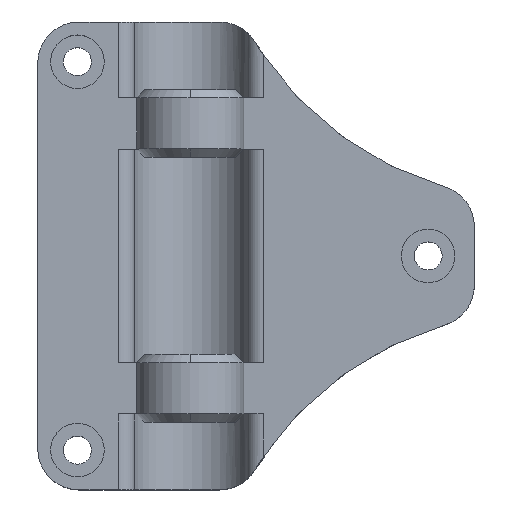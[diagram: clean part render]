
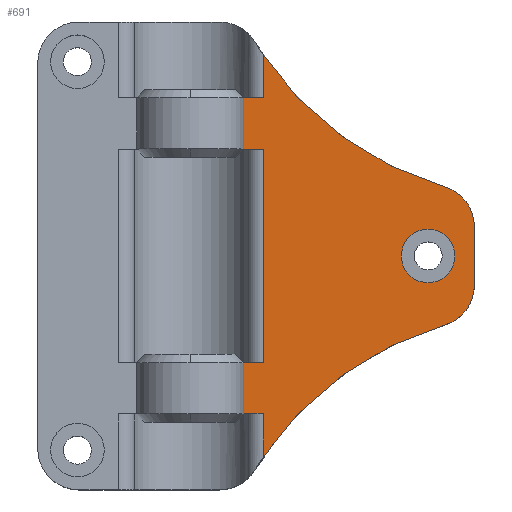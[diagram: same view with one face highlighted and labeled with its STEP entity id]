
A CAD part, top view. The second image highlights one B-rep face of the part: STEP entity #691.
In plain terms, the highlighted planar face has unit normal (0, 0, 1).
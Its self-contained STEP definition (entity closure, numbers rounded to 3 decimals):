
#58 = VERTEX_POINT ( 'NONE', #2608 ) ;
#77 = CARTESIAN_POINT ( 'NONE',  ( 27.367, 15.44, 0. ) ) ;
#81 = EDGE_CURVE ( 'NONE', #2009, #1814, #1419, .T. ) ;
#88 = CARTESIAN_POINT ( 'NONE',  ( 44.145, 28.395, 0. ) ) ;
#89 = CARTESIAN_POINT ( 'NONE',  ( 49.389, 36.795, 0. ) ) ;
#115 = LINE ( 'NONE', #2125, #2357 ) ;
#134 = LINE ( 'NONE', #2206, #2865 ) ;
#146 = DIRECTION ( 'NONE',  ( 0., 0., 1. ) ) ;
#168 = CARTESIAN_POINT ( 'NONE',  ( 27.367, 41.37, 0. ) ) ;
#192 = LINE ( 'NONE', #2043, #2925 ) ;
#215 = VERTEX_POINT ( 'NONE', #1961 ) ;
#220 = CARTESIAN_POINT ( 'NONE',  ( 60.501, -18.43, 0. ) ) ;
#221 = DIRECTION ( 'NONE',  ( 1., 0., 0. ) ) ;
#232 = CIRCLE ( 'NONE', #1376, 40. ) ;
#234 = DIRECTION ( 'NONE',  ( 1., 0., 0. ) ) ;
#252 = CARTESIAN_POINT ( 'NONE',  ( 0., 47.57, 0. ) ) ;
#267 = DIRECTION ( 'NONE',  ( 1., 0., 0. ) ) ;
#277 = AXIS2_PLACEMENT_3D ( 'NONE', #2903, #876, #1527 ) ;
#305 = EDGE_CURVE ( 'NONE', #2625, #1231, #1522, .T. ) ;
#313 = CARTESIAN_POINT ( 'NONE',  ( 27.367, 52.812, 0. ) ) ;
#328 = DIRECTION ( 'NONE',  ( 0., -1., 0. ) ) ;
#352 = CARTESIAN_POINT ( 'NONE',  ( 48., 31.992, 0. ) ) ;
#381 = AXIS2_PLACEMENT_3D ( 'NONE', #220, #910, #234 ) ;
#403 = DIRECTION ( 'NONE',  ( 0., -1., 0. ) ) ;
#573 = VERTEX_POINT ( 'NONE', #2412 ) ;
#581 = VECTOR ( 'NONE', #938, 1000. ) ;
#589 = CARTESIAN_POINT ( 'NONE',  ( 27.367, 15.44, 0. ) ) ;
#637 = ORIENTED_EDGE ( 'NONE', *, *, #1006, .F. ) ;
#656 = DIRECTION ( 'NONE',  ( 0., 0., 1. ) ) ;
#658 = LINE ( 'NONE', #2535, #1100 ) ;
#675 = EDGE_CURVE ( 'NONE', #58, #573, #1084, .T. ) ;
#691 = ADVANCED_FACE ( 'NONE', ( #2208, #1510 ), #1269, .T. ) ;
#700 = DIRECTION ( 'NONE',  ( 0., -1., 0. ) ) ;
#704 = CARTESIAN_POINT ( 'NONE',  ( 60.501, 75.22, 0. ) ) ;
#727 = AXIS2_PLACEMENT_3D ( 'NONE', #1564, #656, #1386 ) ;
#818 = ORIENTED_EDGE ( 'NONE', *, *, #2914, .T. ) ;
#833 = DIRECTION ( 'NONE',  ( 1., 0., 0. ) ) ;
#853 = EDGE_CURVE ( 'NONE', #2696, #1407, #232, .T. ) ;
#863 = CIRCLE ( 'NONE', #381, 40. ) ;
#876 = DIRECTION ( 'NONE',  ( 0., 0., 1. ) ) ;
#882 = DIRECTION ( 'NONE',  ( 1., 0., 0. ) ) ;
#910 = DIRECTION ( 'NONE',  ( 0., 0., -1. ) ) ;
#938 = DIRECTION ( 'NONE',  ( 0., 1., 0. ) ) ;
#945 = VECTOR ( 'NONE', #403, 1000. ) ;
#1006 = EDGE_CURVE ( 'NONE', #1397, #1364, #2723, .T. ) ;
#1019 = ORIENTED_EDGE ( 'NONE', *, *, #853, .T. ) ;
#1022 = EDGE_CURVE ( 'NONE', #58, #1155, #1239, .T. ) ;
#1046 = EDGE_LOOP ( 'NONE', ( #1422, #1645, #2502, #818, #2908, #1614, #1019, #1822, #1334, #1799, #2492, #1440, #1864, #2633 ) ) ;
#1084 = LINE ( 'NONE', #1990, #2857 ) ;
#1100 = VECTOR ( 'NONE', #700, 1000. ) ;
#1133 = LINE ( 'NONE', #1354, #581 ) ;
#1153 = VECTOR ( 'NONE', #221, 1000. ) ;
#1155 = VERTEX_POINT ( 'NONE', #1521 ) ;
#1209 = VERTEX_POINT ( 'NONE', #1356 ) ;
#1217 = EDGE_CURVE ( 'NONE', #1155, #2545, #658, .T. ) ;
#1231 = VERTEX_POINT ( 'NONE', #2753 ) ;
#1235 = VECTOR ( 'NONE', #1640, 1000. ) ;
#1239 = LINE ( 'NONE', #2361, #1235 ) ;
#1254 = CARTESIAN_POINT ( 'NONE',  ( 47.395, 28.395, 0. ) ) ;
#1269 = PLANE ( 'NONE',  #277 ) ;
#1334 = ORIENTED_EDGE ( 'NONE', *, *, #2895, .F. ) ;
#1354 = CARTESIAN_POINT ( 'NONE',  ( 25., 66.955, 0. ) ) ;
#1356 = CARTESIAN_POINT ( 'NONE',  ( 27.367, 47.57, 0. ) ) ;
#1364 = VERTEX_POINT ( 'NONE', #88 ) ;
#1376 = AXIS2_PLACEMENT_3D ( 'NONE', #704, #1613, #267 ) ;
#1386 = DIRECTION ( 'NONE',  ( 1., 0., 0. ) ) ;
#1397 = VERTEX_POINT ( 'NONE', #2341 ) ;
#1407 = VERTEX_POINT ( 'NONE', #313 ) ;
#1419 = LINE ( 'NONE', #77, #2286 ) ;
#1422 = ORIENTED_EDGE ( 'NONE', *, *, #1022, .T. ) ;
#1430 = DIRECTION ( 'NONE',  ( 1., 0., 0. ) ) ;
#1440 = ORIENTED_EDGE ( 'NONE', *, *, #81, .T. ) ;
#1453 = VERTEX_POINT ( 'NONE', #1956 ) ;
#1510 = FACE_OUTER_BOUND ( 'NONE', #1046, .T. ) ;
#1521 = CARTESIAN_POINT ( 'NONE',  ( 27.367, 9.22, 0. ) ) ;
#1522 = LINE ( 'NONE', #2450, #945 ) ;
#1527 = DIRECTION ( 'NONE',  ( 1., 0., 0. ) ) ;
#1544 = EDGE_CURVE ( 'NONE', #1364, #1397, #1815, .T. ) ;
#1564 = CARTESIAN_POINT ( 'NONE',  ( 48., 24.798, 0. ) ) ;
#1613 = DIRECTION ( 'NONE',  ( 0., 0., -1. ) ) ;
#1614 = ORIENTED_EDGE ( 'NONE', *, *, #2808, .T. ) ;
#1623 = CARTESIAN_POINT ( 'NONE',  ( 25., 47.57, 0. ) ) ;
#1640 = DIRECTION ( 'NONE',  ( 1., 0., 0. ) ) ;
#1645 = ORIENTED_EDGE ( 'NONE', *, *, #1217, .T. ) ;
#1720 = DIRECTION ( 'NONE',  ( 0., 1., 0. ) ) ;
#1742 = EDGE_CURVE ( 'NONE', #2545, #1453, #863, .T. ) ;
#1799 = ORIENTED_EDGE ( 'NONE', *, *, #2846, .F. ) ;
#1804 = DIRECTION ( 'NONE',  ( 0., -1., 0. ) ) ;
#1814 = VERTEX_POINT ( 'NONE', #589 ) ;
#1815 = CIRCLE ( 'NONE', #2491, 3.25 ) ;
#1822 = ORIENTED_EDGE ( 'NONE', *, *, #2878, .T. ) ;
#1841 = CARTESIAN_POINT ( 'NONE',  ( 27.367, 3.978, 0. ) ) ;
#1864 = ORIENTED_EDGE ( 'NONE', *, *, #2596, .F. ) ;
#1887 = CARTESIAN_POINT ( 'NONE',  ( 53., 31.992, 0. ) ) ;
#1953 = AXIS2_PLACEMENT_3D ( 'NONE', #1254, #2786, #2141 ) ;
#1956 = CARTESIAN_POINT ( 'NONE',  ( 49.389, 19.995, 0. ) ) ;
#1961 = CARTESIAN_POINT ( 'NONE',  ( 25., 41.37, 0. ) ) ;
#1990 = CARTESIAN_POINT ( 'NONE',  ( 25., 34.825, 0. ) ) ;
#2009 = VERTEX_POINT ( 'NONE', #168 ) ;
#2043 = CARTESIAN_POINT ( 'NONE',  ( 27.367, 0., 0. ) ) ;
#2125 = CARTESIAN_POINT ( 'NONE',  ( 0., 15.44, 0. ) ) ;
#2141 = DIRECTION ( 'NONE',  ( 1., 0., 0. ) ) ;
#2157 = CIRCLE ( 'NONE', #2457, 5. ) ;
#2168 = CARTESIAN_POINT ( 'NONE',  ( 47.395, 28.395, 0. ) ) ;
#2206 = CARTESIAN_POINT ( 'NONE',  ( 0., 41.37, 0. ) ) ;
#2208 = FACE_BOUND ( 'NONE', #2636, .T. ) ;
#2251 = DIRECTION ( 'NONE',  ( 1., 0., 0. ) ) ;
#2286 = VECTOR ( 'NONE', #328, 1000. ) ;
#2341 = CARTESIAN_POINT ( 'NONE',  ( 50.645, 28.395, 0. ) ) ;
#2357 = VECTOR ( 'NONE', #1430, 1000. ) ;
#2361 = CARTESIAN_POINT ( 'NONE',  ( 0., 9.22, 0. ) ) ;
#2364 = EDGE_CURVE ( 'NONE', #215, #2009, #134, .T. ) ;
#2412 = CARTESIAN_POINT ( 'NONE',  ( 25., 15.44, 0. ) ) ;
#2450 = CARTESIAN_POINT ( 'NONE',  ( 53., 0., 0. ) ) ;
#2457 = AXIS2_PLACEMENT_3D ( 'NONE', #352, #2722, #882 ) ;
#2491 = AXIS2_PLACEMENT_3D ( 'NONE', #2168, #146, #833 ) ;
#2492 = ORIENTED_EDGE ( 'NONE', *, *, #2364, .T. ) ;
#2501 = ORIENTED_EDGE ( 'NONE', *, *, #1544, .F. ) ;
#2502 = ORIENTED_EDGE ( 'NONE', *, *, #1742, .T. ) ;
#2535 = CARTESIAN_POINT ( 'NONE',  ( 27.367, 1.437, 0. ) ) ;
#2545 = VERTEX_POINT ( 'NONE', #1841 ) ;
#2593 = CIRCLE ( 'NONE', #727, 5. ) ;
#2596 = EDGE_CURVE ( 'NONE', #573, #1814, #115, .T. ) ;
#2608 = CARTESIAN_POINT ( 'NONE',  ( 25., 9.22, 0. ) ) ;
#2625 = VERTEX_POINT ( 'NONE', #1887 ) ;
#2633 = ORIENTED_EDGE ( 'NONE', *, *, #675, .F. ) ;
#2636 = EDGE_LOOP ( 'NONE', ( #637, #2501 ) ) ;
#2696 = VERTEX_POINT ( 'NONE', #89 ) ;
#2722 = DIRECTION ( 'NONE',  ( 0., 0., 1. ) ) ;
#2723 = CIRCLE ( 'NONE', #1953, 3.25 ) ;
#2740 = LINE ( 'NONE', #252, #1153 ) ;
#2753 = CARTESIAN_POINT ( 'NONE',  ( 53., 24.798, 0. ) ) ;
#2786 = DIRECTION ( 'NONE',  ( 0., 0., 1. ) ) ;
#2808 = EDGE_CURVE ( 'NONE', #2625, #2696, #2157, .T. ) ;
#2846 = EDGE_CURVE ( 'NONE', #215, #2886, #1133, .T. ) ;
#2857 = VECTOR ( 'NONE', #1720, 1000. ) ;
#2865 = VECTOR ( 'NONE', #2251, 1000. ) ;
#2878 = EDGE_CURVE ( 'NONE', #1407, #1209, #192, .T. ) ;
#2886 = VERTEX_POINT ( 'NONE', #1623 ) ;
#2895 = EDGE_CURVE ( 'NONE', #2886, #1209, #2740, .T. ) ;
#2903 = CARTESIAN_POINT ( 'NONE',  ( 0., 0., 0. ) ) ;
#2908 = ORIENTED_EDGE ( 'NONE', *, *, #305, .F. ) ;
#2914 = EDGE_CURVE ( 'NONE', #1453, #1231, #2593, .T. ) ;
#2925 = VECTOR ( 'NONE', #1804, 1000. ) ;
